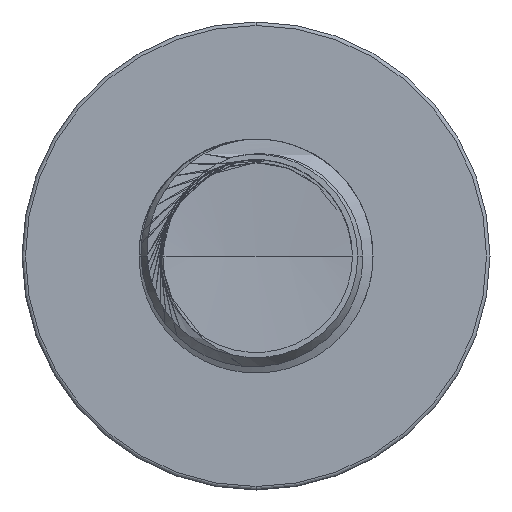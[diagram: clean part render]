
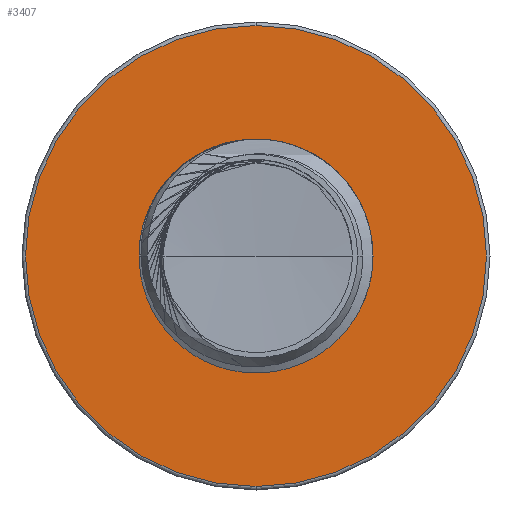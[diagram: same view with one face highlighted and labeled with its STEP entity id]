
A CAD part, front view. The second image highlights one B-rep face of the part: STEP entity #3407.
In plain terms, the highlighted planar face has unit normal (0, -1, 0).
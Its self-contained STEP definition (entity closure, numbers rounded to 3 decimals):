
#1292 = AXIS2_PLACEMENT_3D ( 'NONE', #8107, #37976, #12429 ) ;
#3407 = ADVANCED_FACE ( 'NONE', ( #33551, #10727 ), #42027, .T. ) ;
#5401 = AXIS2_PLACEMENT_3D ( 'NONE', #32015, #6404, #36213 ) ;
#5845 = EDGE_LOOP ( 'NONE', ( #37042, #38371 ) ) ;
#6404 = DIRECTION ( 'NONE',  ( 0., -1., 0. ) ) ;
#6496 = CARTESIAN_POINT ( 'NONE',  ( 0., 42.5, 0. ) ) ;
#8107 = CARTESIAN_POINT ( 'NONE',  ( 0., 42.5, 0. ) ) ;
#8904 = CIRCLE ( 'NONE', #5401, 5.91 ) ;
#8960 = CIRCLE ( 'NONE', #1292, 5.91 ) ;
#10727 = FACE_BOUND ( 'NONE', #5845, .T. ) ;
#10738 = DIRECTION ( 'NONE',  ( 0., 0., -1. ) ) ;
#12429 = DIRECTION ( 'NONE',  ( 0., 0., -1. ) ) ;
#12716 = CARTESIAN_POINT ( 'NONE',  ( 0., 42.5, -2.923 ) ) ;
#13020 = ORIENTED_EDGE ( 'NONE', *, *, #36703, .T. ) ;
#18944 = VERTEX_POINT ( 'NONE', #27330 ) ;
#19852 = EDGE_CURVE ( 'NONE', #32881, #20267, #33974, .T. ) ;
#20038 = CARTESIAN_POINT ( 'NONE',  ( 0., 42.5, -5.91 ) ) ;
#20267 = VERTEX_POINT ( 'NONE', #12716 ) ;
#20523 = DIRECTION ( 'NONE',  ( 0., -1., 0. ) ) ;
#20921 = CIRCLE ( 'NONE', #26444, 2.923 ) ;
#23688 = CARTESIAN_POINT ( 'NONE',  ( 0., 42.5, 2.923 ) ) ;
#25636 = ORIENTED_EDGE ( 'NONE', *, *, #31399, .T. ) ;
#26444 = AXIS2_PLACEMENT_3D ( 'NONE', #6496, #36312, #10738 ) ;
#27330 = CARTESIAN_POINT ( 'NONE',  ( 0., 42.5, 5.91 ) ) ;
#31399 = EDGE_CURVE ( 'NONE', #18944, #46617, #8960, .T. ) ;
#32015 = CARTESIAN_POINT ( 'NONE',  ( 0., 42.5, 0. ) ) ;
#32881 = VERTEX_POINT ( 'NONE', #23688 ) ;
#33551 = FACE_OUTER_BOUND ( 'NONE', #43008, .T. ) ;
#33974 = CIRCLE ( 'NONE', #51318, 2.923 ) ;
#36213 = DIRECTION ( 'NONE',  ( 0., 0., -1. ) ) ;
#36312 = DIRECTION ( 'NONE',  ( 0., -1., 0. ) ) ;
#36703 = EDGE_CURVE ( 'NONE', #46617, #18944, #8904, .T. ) ;
#37042 = ORIENTED_EDGE ( 'NONE', *, *, #45878, .F. ) ;
#37976 = DIRECTION ( 'NONE',  ( 0., -1., 0. ) ) ;
#38371 = ORIENTED_EDGE ( 'NONE', *, *, #19852, .F. ) ;
#38985 = AXIS2_PLACEMENT_3D ( 'NONE', #43156, #43362, #41764 ) ;
#41764 = DIRECTION ( 'NONE',  ( 0., 0., -1. ) ) ;
#42027 = PLANE ( 'NONE',  #38985 ) ;
#43008 = EDGE_LOOP ( 'NONE', ( #13020, #25636 ) ) ;
#43156 = CARTESIAN_POINT ( 'NONE',  ( 0., 42.5, 2.923 ) ) ;
#43362 = DIRECTION ( 'NONE',  ( 0., -1., 0. ) ) ;
#45171 = CARTESIAN_POINT ( 'NONE',  ( 0., 42.5, 0. ) ) ;
#45878 = EDGE_CURVE ( 'NONE', #20267, #32881, #20921, .T. ) ;
#46617 = VERTEX_POINT ( 'NONE', #20038 ) ;
#48352 = DIRECTION ( 'NONE',  ( 0., 0., -1. ) ) ;
#51318 = AXIS2_PLACEMENT_3D ( 'NONE', #45171, #20523, #48352 ) ;
